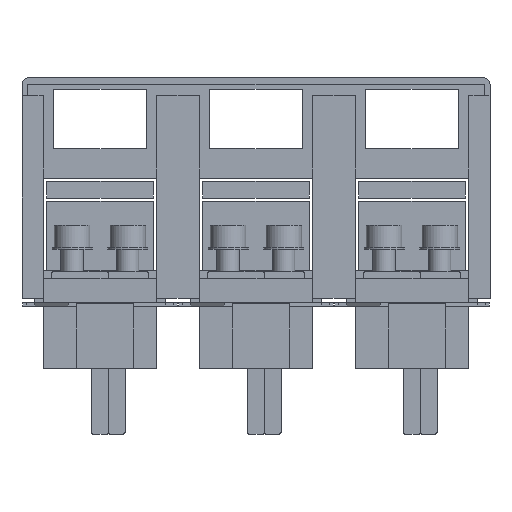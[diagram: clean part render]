
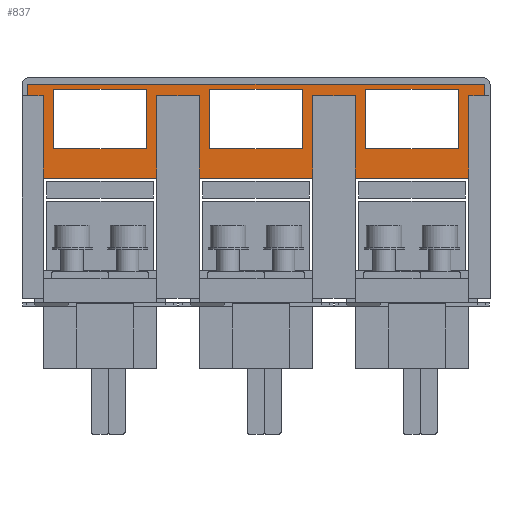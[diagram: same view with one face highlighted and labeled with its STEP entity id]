
A CAD part, top view. The second image highlights one B-rep face of the part: STEP entity #837.
In plain terms, the highlighted planar face has unit normal (0, 0, 1).
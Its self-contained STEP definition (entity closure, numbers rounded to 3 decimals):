
#631=AXIS2_PLACEMENT_3D('Plane Axis2P3D',#628,#629,#630) ;
#43=CARTESIAN_POINT('Vertex',(49.25,69.25,1.5)) ;
#46=CARTESIAN_POINT('Line Origine',(70.,69.25,1.5)) ;
#50=CARTESIAN_POINT('Vertex',(90.75,69.25,1.5)) ;
#88=CARTESIAN_POINT('Vertex',(49.25,95.75,1.5)) ;
#91=CARTESIAN_POINT('Line Origine',(49.25,82.5,1.5)) ;
#115=CARTESIAN_POINT('Line Origine',(90.75,82.5,1.5)) ;
#119=CARTESIAN_POINT('Vertex',(90.75,95.75,1.5)) ;
#139=CARTESIAN_POINT('Line Origine',(70.,95.75,1.5)) ;
#628=CARTESIAN_POINT('Axis2P3D Location',(0.,0.,1.5)) ;
#633=CARTESIAN_POINT('Line Origine',(70.,56.,1.5)) ;
#637=CARTESIAN_POINT('Vertex',(44.5,56.,1.5)) ;
#639=CARTESIAN_POINT('Vertex',(95.5,56.,1.5)) ;
#642=CARTESIAN_POINT('Line Origine',(95.5,74.5,1.5)) ;
#646=CARTESIAN_POINT('Vertex',(95.5,93.,1.5)) ;
#649=CARTESIAN_POINT('Line Origine',(99.,93.,1.5)) ;
#653=CARTESIAN_POINT('Vertex',(102.5,93.,1.5)) ;
#656=CARTESIAN_POINT('Line Origine',(102.5,95.5,1.5)) ;
#660=CARTESIAN_POINT('Vertex',(102.5,98.,1.5)) ;
#663=CARTESIAN_POINT('Line Origine',(0.,98.,1.5)) ;
#667=CARTESIAN_POINT('Vertex',(-102.5,98.,1.5)) ;
#670=CARTESIAN_POINT('Line Origine',(-102.5,95.5,1.5)) ;
#674=CARTESIAN_POINT('Vertex',(-102.5,93.,1.5)) ;
#677=CARTESIAN_POINT('Line Origine',(-99.,93.,1.5)) ;
#681=CARTESIAN_POINT('Vertex',(-95.5,93.,1.5)) ;
#684=CARTESIAN_POINT('Line Origine',(-95.5,74.5,1.5)) ;
#688=CARTESIAN_POINT('Vertex',(-95.5,56.,1.5)) ;
#691=CARTESIAN_POINT('Line Origine',(-70.,56.,1.5)) ;
#695=CARTESIAN_POINT('Vertex',(-44.5,56.,1.5)) ;
#698=CARTESIAN_POINT('Line Origine',(-44.5,74.5,1.5)) ;
#702=CARTESIAN_POINT('Vertex',(-44.5,93.,1.5)) ;
#705=CARTESIAN_POINT('Line Origine',(-35.,93.,1.5)) ;
#709=CARTESIAN_POINT('Vertex',(-25.5,93.,1.5)) ;
#712=CARTESIAN_POINT('Line Origine',(-25.5,74.5,1.5)) ;
#716=CARTESIAN_POINT('Vertex',(-25.5,56.,1.5)) ;
#719=CARTESIAN_POINT('Line Origine',(0.,56.,1.5)) ;
#723=CARTESIAN_POINT('Vertex',(25.5,56.,1.5)) ;
#726=CARTESIAN_POINT('Line Origine',(25.5,74.5,1.5)) ;
#730=CARTESIAN_POINT('Vertex',(25.5,93.,1.5)) ;
#733=CARTESIAN_POINT('Line Origine',(35.,93.,1.5)) ;
#737=CARTESIAN_POINT('Vertex',(44.5,93.,1.5)) ;
#740=CARTESIAN_POINT('Line Origine',(44.5,74.5,1.5)) ;
#763=CARTESIAN_POINT('Line Origine',(-90.75,82.5,1.5)) ;
#767=CARTESIAN_POINT('Vertex',(-90.75,95.75,1.5)) ;
#769=CARTESIAN_POINT('Vertex',(-90.75,69.25,1.5)) ;
#772=CARTESIAN_POINT('Line Origine',(-70.,95.75,1.5)) ;
#776=CARTESIAN_POINT('Vertex',(-49.25,95.75,1.5)) ;
#779=CARTESIAN_POINT('Line Origine',(-49.25,82.5,1.5)) ;
#783=CARTESIAN_POINT('Vertex',(-49.25,69.25,1.5)) ;
#786=CARTESIAN_POINT('Line Origine',(-70.,69.25,1.5)) ;
#797=CARTESIAN_POINT('Line Origine',(0.,95.75,1.5)) ;
#801=CARTESIAN_POINT('Vertex',(20.75,95.75,1.5)) ;
#803=CARTESIAN_POINT('Vertex',(-20.75,95.75,1.5)) ;
#806=CARTESIAN_POINT('Line Origine',(20.75,82.5,1.5)) ;
#810=CARTESIAN_POINT('Vertex',(20.75,69.25,1.5)) ;
#813=CARTESIAN_POINT('Line Origine',(0.,69.25,1.5)) ;
#817=CARTESIAN_POINT('Vertex',(-20.75,69.25,1.5)) ;
#820=CARTESIAN_POINT('Line Origine',(-20.75,82.5,1.5)) ;
#47=DIRECTION('Vector Direction',(-1.,0.,0.)) ;
#92=DIRECTION('Vector Direction',(0.,-1.,0.)) ;
#116=DIRECTION('Vector Direction',(0.,1.,0.)) ;
#140=DIRECTION('Vector Direction',(1.,0.,0.)) ;
#629=DIRECTION('Axis2P3D Direction',(0.,0.,-1.)) ;
#630=DIRECTION('Axis2P3D XDirection',(0.,1.,0.)) ;
#634=DIRECTION('Vector Direction',(1.,0.,0.)) ;
#643=DIRECTION('Vector Direction',(0.,1.,0.)) ;
#650=DIRECTION('Vector Direction',(-1.,0.,0.)) ;
#657=DIRECTION('Vector Direction',(0.,-1.,0.)) ;
#664=DIRECTION('Vector Direction',(1.,0.,0.)) ;
#671=DIRECTION('Vector Direction',(0.,-1.,0.)) ;
#678=DIRECTION('Vector Direction',(1.,0.,0.)) ;
#685=DIRECTION('Vector Direction',(0.,1.,0.)) ;
#692=DIRECTION('Vector Direction',(1.,0.,0.)) ;
#699=DIRECTION('Vector Direction',(0.,1.,0.)) ;
#706=DIRECTION('Vector Direction',(-1.,0.,0.)) ;
#713=DIRECTION('Vector Direction',(0.,1.,0.)) ;
#720=DIRECTION('Vector Direction',(1.,0.,0.)) ;
#727=DIRECTION('Vector Direction',(0.,1.,0.)) ;
#734=DIRECTION('Vector Direction',(-1.,0.,0.)) ;
#741=DIRECTION('Vector Direction',(0.,1.,0.)) ;
#764=DIRECTION('Vector Direction',(0.,-1.,0.)) ;
#773=DIRECTION('Vector Direction',(1.,0.,0.)) ;
#780=DIRECTION('Vector Direction',(0.,1.,0.)) ;
#787=DIRECTION('Vector Direction',(-1.,0.,0.)) ;
#798=DIRECTION('Vector Direction',(1.,0.,0.)) ;
#807=DIRECTION('Vector Direction',(0.,1.,0.)) ;
#814=DIRECTION('Vector Direction',(-1.,0.,0.)) ;
#821=DIRECTION('Vector Direction',(0.,-1.,0.)) ;
#48=VECTOR('Line Direction',#47,1.) ;
#93=VECTOR('Line Direction',#92,1.) ;
#117=VECTOR('Line Direction',#116,1.) ;
#141=VECTOR('Line Direction',#140,1.) ;
#635=VECTOR('Line Direction',#634,1.) ;
#644=VECTOR('Line Direction',#643,1.) ;
#651=VECTOR('Line Direction',#650,1.) ;
#658=VECTOR('Line Direction',#657,1.) ;
#665=VECTOR('Line Direction',#664,1.) ;
#672=VECTOR('Line Direction',#671,1.) ;
#679=VECTOR('Line Direction',#678,1.) ;
#686=VECTOR('Line Direction',#685,1.) ;
#693=VECTOR('Line Direction',#692,1.) ;
#700=VECTOR('Line Direction',#699,1.) ;
#707=VECTOR('Line Direction',#706,1.) ;
#714=VECTOR('Line Direction',#713,1.) ;
#721=VECTOR('Line Direction',#720,1.) ;
#728=VECTOR('Line Direction',#727,1.) ;
#735=VECTOR('Line Direction',#734,1.) ;
#742=VECTOR('Line Direction',#741,1.) ;
#765=VECTOR('Line Direction',#764,1.) ;
#774=VECTOR('Line Direction',#773,1.) ;
#781=VECTOR('Line Direction',#780,1.) ;
#788=VECTOR('Line Direction',#787,1.) ;
#799=VECTOR('Line Direction',#798,1.) ;
#808=VECTOR('Line Direction',#807,1.) ;
#815=VECTOR('Line Direction',#814,1.) ;
#822=VECTOR('Line Direction',#821,1.) ;
#746=ORIENTED_EDGE('',*,*,#641,.T.) ;
#747=ORIENTED_EDGE('',*,*,#648,.T.) ;
#748=ORIENTED_EDGE('',*,*,#655,.F.) ;
#749=ORIENTED_EDGE('',*,*,#662,.T.) ;
#750=ORIENTED_EDGE('',*,*,#669,.F.) ;
#751=ORIENTED_EDGE('',*,*,#676,.F.) ;
#752=ORIENTED_EDGE('',*,*,#683,.T.) ;
#753=ORIENTED_EDGE('',*,*,#690,.F.) ;
#754=ORIENTED_EDGE('',*,*,#697,.T.) ;
#755=ORIENTED_EDGE('',*,*,#704,.T.) ;
#756=ORIENTED_EDGE('',*,*,#711,.F.) ;
#757=ORIENTED_EDGE('',*,*,#718,.F.) ;
#758=ORIENTED_EDGE('',*,*,#725,.T.) ;
#759=ORIENTED_EDGE('',*,*,#732,.T.) ;
#760=ORIENTED_EDGE('',*,*,#739,.F.) ;
#761=ORIENTED_EDGE('',*,*,#744,.F.) ;
#792=ORIENTED_EDGE('',*,*,#771,.F.) ;
#793=ORIENTED_EDGE('',*,*,#778,.F.) ;
#794=ORIENTED_EDGE('',*,*,#785,.F.) ;
#795=ORIENTED_EDGE('',*,*,#790,.F.) ;
#826=ORIENTED_EDGE('',*,*,#805,.F.) ;
#827=ORIENTED_EDGE('',*,*,#812,.F.) ;
#828=ORIENTED_EDGE('',*,*,#819,.F.) ;
#829=ORIENTED_EDGE('',*,*,#824,.F.) ;
#832=ORIENTED_EDGE('',*,*,#95,.F.) ;
#833=ORIENTED_EDGE('',*,*,#143,.F.) ;
#834=ORIENTED_EDGE('',*,*,#121,.F.) ;
#835=ORIENTED_EDGE('',*,*,#52,.F.) ;
#796=FACE_BOUND('',#791,.T.) ;
#830=FACE_BOUND('',#825,.T.) ;
#836=FACE_BOUND('',#831,.T.) ;
#837=ADVANCED_FACE('RA3979001_1PA_001_10_COPRITERMINALI_BASSO_FISSO_III',(#762,#796,#830,#836),#632,.F.) ;
#52=EDGE_CURVE('',#44,#51,#49,.F.) ;
#95=EDGE_CURVE('',#89,#44,#94,.T.) ;
#121=EDGE_CURVE('',#51,#120,#118,.T.) ;
#143=EDGE_CURVE('',#120,#89,#142,.F.) ;
#641=EDGE_CURVE('',#638,#640,#636,.T.) ;
#648=EDGE_CURVE('',#640,#647,#645,.T.) ;
#655=EDGE_CURVE('',#654,#647,#652,.T.) ;
#662=EDGE_CURVE('',#654,#661,#659,.F.) ;
#669=EDGE_CURVE('',#668,#661,#666,.T.) ;
#676=EDGE_CURVE('',#675,#668,#673,.F.) ;
#683=EDGE_CURVE('',#675,#682,#680,.T.) ;
#690=EDGE_CURVE('',#689,#682,#687,.T.) ;
#697=EDGE_CURVE('',#689,#696,#694,.T.) ;
#704=EDGE_CURVE('',#696,#703,#701,.T.) ;
#711=EDGE_CURVE('',#710,#703,#708,.T.) ;
#718=EDGE_CURVE('',#717,#710,#715,.T.) ;
#725=EDGE_CURVE('',#717,#724,#722,.T.) ;
#732=EDGE_CURVE('',#724,#731,#729,.T.) ;
#739=EDGE_CURVE('',#738,#731,#736,.T.) ;
#744=EDGE_CURVE('',#638,#738,#743,.T.) ;
#771=EDGE_CURVE('',#768,#770,#766,.T.) ;
#778=EDGE_CURVE('',#777,#768,#775,.F.) ;
#785=EDGE_CURVE('',#784,#777,#782,.T.) ;
#790=EDGE_CURVE('',#770,#784,#789,.F.) ;
#805=EDGE_CURVE('',#802,#804,#800,.F.) ;
#812=EDGE_CURVE('',#811,#802,#809,.T.) ;
#819=EDGE_CURVE('',#818,#811,#816,.F.) ;
#824=EDGE_CURVE('',#804,#818,#823,.T.) ;
#745=EDGE_LOOP('',(#746,#747,#748,#749,#750,#751,#752,#753,#754,#755,#756,#757,#758,#759,#760,#761)) ;
#791=EDGE_LOOP('',(#792,#793,#794,#795)) ;
#825=EDGE_LOOP('',(#826,#827,#828,#829)) ;
#831=EDGE_LOOP('',(#832,#833,#834,#835)) ;
#762=FACE_OUTER_BOUND('',#745,.T.) ;
#49=LINE('Line',#46,#48) ;
#94=LINE('Line',#91,#93) ;
#118=LINE('Line',#115,#117) ;
#142=LINE('Line',#139,#141) ;
#636=LINE('Line',#633,#635) ;
#645=LINE('Line',#642,#644) ;
#652=LINE('Line',#649,#651) ;
#659=LINE('Line',#656,#658) ;
#666=LINE('Line',#663,#665) ;
#673=LINE('Line',#670,#672) ;
#680=LINE('Line',#677,#679) ;
#687=LINE('Line',#684,#686) ;
#694=LINE('Line',#691,#693) ;
#701=LINE('Line',#698,#700) ;
#708=LINE('Line',#705,#707) ;
#715=LINE('Line',#712,#714) ;
#722=LINE('Line',#719,#721) ;
#729=LINE('Line',#726,#728) ;
#736=LINE('Line',#733,#735) ;
#743=LINE('Line',#740,#742) ;
#766=LINE('Line',#763,#765) ;
#775=LINE('Line',#772,#774) ;
#782=LINE('Line',#779,#781) ;
#789=LINE('Line',#786,#788) ;
#800=LINE('Line',#797,#799) ;
#809=LINE('Line',#806,#808) ;
#816=LINE('Line',#813,#815) ;
#823=LINE('Line',#820,#822) ;
#632=PLANE('',#631) ;
#44=VERTEX_POINT('',#43) ;
#51=VERTEX_POINT('',#50) ;
#89=VERTEX_POINT('',#88) ;
#120=VERTEX_POINT('',#119) ;
#638=VERTEX_POINT('',#637) ;
#640=VERTEX_POINT('',#639) ;
#647=VERTEX_POINT('',#646) ;
#654=VERTEX_POINT('',#653) ;
#661=VERTEX_POINT('',#660) ;
#668=VERTEX_POINT('',#667) ;
#675=VERTEX_POINT('',#674) ;
#682=VERTEX_POINT('',#681) ;
#689=VERTEX_POINT('',#688) ;
#696=VERTEX_POINT('',#695) ;
#703=VERTEX_POINT('',#702) ;
#710=VERTEX_POINT('',#709) ;
#717=VERTEX_POINT('',#716) ;
#724=VERTEX_POINT('',#723) ;
#731=VERTEX_POINT('',#730) ;
#738=VERTEX_POINT('',#737) ;
#768=VERTEX_POINT('',#767) ;
#770=VERTEX_POINT('',#769) ;
#777=VERTEX_POINT('',#776) ;
#784=VERTEX_POINT('',#783) ;
#802=VERTEX_POINT('',#801) ;
#804=VERTEX_POINT('',#803) ;
#811=VERTEX_POINT('',#810) ;
#818=VERTEX_POINT('',#817) ;
